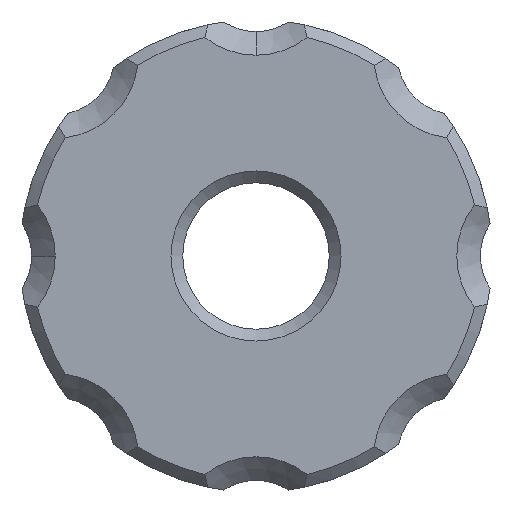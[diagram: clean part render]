
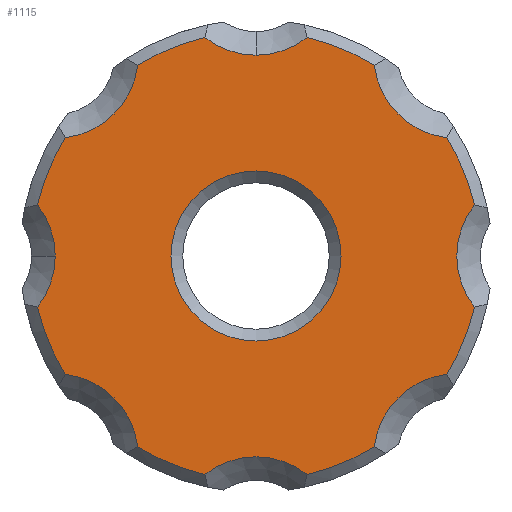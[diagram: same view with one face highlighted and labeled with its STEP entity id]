
A CAD part, front view. The second image highlights one B-rep face of the part: STEP entity #1115.
In plain terms, the highlighted planar face has unit normal (0, -1, 0).
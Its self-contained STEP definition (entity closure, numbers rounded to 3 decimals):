
#926=CARTESIAN_POINT('',(-0.,323.5,0.));
#927=DIRECTION('',(-0.,1.,0.));
#928=DIRECTION('',(-1.,-0.,0.));
#929=AXIS2_PLACEMENT_3D('',#926,#927,#928);
#930=PLANE('',#929);
#931=CARTESIAN_POINT('',(31.634,323.5,-105.335));
#932=VERTEX_POINT('',#931);
#933=CARTESIAN_POINT('',(30.455,323.5,-102.49));
#934=VERTEX_POINT('',#933);
#935=CARTESIAN_POINT('',(22.384,323.5,-107.5));
#936=DIRECTION('',(0.,-1.,-0.));
#937=DIRECTION('',(-1.,-0.,0.));
#938=AXIS2_PLACEMENT_3D('',#935,#936,#937);
#939=CIRCLE('',#938,9.5);
#940=EDGE_CURVE('',#932,#934,#939,.T.);
#941=ORIENTED_EDGE('',*,*,#940,.T.);
#942=CARTESIAN_POINT('',(27.393,323.5,-99.428));
#943=VERTEX_POINT('',#942);
#944=CARTESIAN_POINT('',(30.869,323.5,-99.015));
#945=DIRECTION('',(-0.,1.,0.));
#946=DIRECTION('',(-1.,-0.,0.));
#947=AXIS2_PLACEMENT_3D('',#944,#945,#946);
#948=CIRCLE('',#947,3.5);
#949=EDGE_CURVE('',#934,#943,#948,.T.);
#950=ORIENTED_EDGE('',*,*,#949,.T.);
#951=CARTESIAN_POINT('',(24.549,323.5,-98.25));
#952=VERTEX_POINT('',#951);
#953=CARTESIAN_POINT('',(22.384,323.5,-107.5));
#954=DIRECTION('',(0.,-1.,-0.));
#955=DIRECTION('',(-1.,-0.,0.));
#956=AXIS2_PLACEMENT_3D('',#953,#954,#955);
#957=CIRCLE('',#956,9.5);
#958=EDGE_CURVE('',#943,#952,#957,.T.);
#959=ORIENTED_EDGE('',*,*,#958,.T.);
#960=CARTESIAN_POINT('',(22.384,323.5,-99.));
#961=VERTEX_POINT('',#960);
#962=CARTESIAN_POINT('',(22.384,323.5,-95.5));
#963=DIRECTION('',(-0.,1.,0.));
#964=DIRECTION('',(-1.,-0.,0.));
#965=AXIS2_PLACEMENT_3D('',#962,#963,#964);
#966=CIRCLE('',#965,3.5);
#967=EDGE_CURVE('',#952,#961,#966,.T.);
#968=ORIENTED_EDGE('',*,*,#967,.T.);
#969=CARTESIAN_POINT('',(20.219,323.5,-98.25));
#970=VERTEX_POINT('',#969);
#971=CARTESIAN_POINT('',(22.384,323.5,-95.5));
#972=DIRECTION('',(-0.,1.,0.));
#973=DIRECTION('',(-1.,-0.,0.));
#974=AXIS2_PLACEMENT_3D('',#971,#972,#973);
#975=CIRCLE('',#974,3.5);
#976=EDGE_CURVE('',#961,#970,#975,.T.);
#977=ORIENTED_EDGE('',*,*,#976,.T.);
#978=CARTESIAN_POINT('',(17.374,323.5,-99.428));
#979=VERTEX_POINT('',#978);
#980=CARTESIAN_POINT('',(22.384,323.5,-107.5));
#981=DIRECTION('',(0.,-1.,-0.));
#982=DIRECTION('',(-1.,-0.,0.));
#983=AXIS2_PLACEMENT_3D('',#980,#981,#982);
#984=CIRCLE('',#983,9.5);
#985=EDGE_CURVE('',#970,#979,#984,.T.);
#986=ORIENTED_EDGE('',*,*,#985,.T.);
#987=CARTESIAN_POINT('',(14.312,323.5,-102.49));
#988=VERTEX_POINT('',#987);
#989=CARTESIAN_POINT('',(13.898,323.5,-99.015));
#990=DIRECTION('',(-0.,1.,0.));
#991=DIRECTION('',(-1.,-0.,0.));
#992=AXIS2_PLACEMENT_3D('',#989,#990,#991);
#993=CIRCLE('',#992,3.5);
#994=EDGE_CURVE('',#979,#988,#993,.T.);
#995=ORIENTED_EDGE('',*,*,#994,.T.);
#996=CARTESIAN_POINT('',(13.134,323.5,-105.335));
#997=VERTEX_POINT('',#996);
#998=CARTESIAN_POINT('',(22.384,323.5,-107.5));
#999=DIRECTION('',(0.,-1.,-0.));
#1000=DIRECTION('',(-1.,-0.,0.));
#1001=AXIS2_PLACEMENT_3D('',#998,#999,#1000);
#1002=CIRCLE('',#1001,9.5);
#1003=EDGE_CURVE('',#988,#997,#1002,.T.);
#1004=ORIENTED_EDGE('',*,*,#1003,.T.);
#1005=CARTESIAN_POINT('',(13.884,323.5,-107.5));
#1006=VERTEX_POINT('',#1005);
#1007=CARTESIAN_POINT('',(10.384,323.5,-107.5));
#1008=DIRECTION('',(-0.,1.,0.));
#1009=DIRECTION('',(-1.,-0.,0.));
#1010=AXIS2_PLACEMENT_3D('',#1007,#1008,#1009);
#1011=CIRCLE('',#1010,3.5);
#1012=EDGE_CURVE('',#997,#1006,#1011,.T.);
#1013=ORIENTED_EDGE('',*,*,#1012,.T.);
#1014=CARTESIAN_POINT('',(13.134,323.5,-109.665));
#1015=VERTEX_POINT('',#1014);
#1016=CARTESIAN_POINT('',(10.384,323.5,-107.5));
#1017=DIRECTION('',(-0.,1.,0.));
#1018=DIRECTION('',(-1.,-0.,0.));
#1019=AXIS2_PLACEMENT_3D('',#1016,#1017,#1018);
#1020=CIRCLE('',#1019,3.5);
#1021=EDGE_CURVE('',#1006,#1015,#1020,.T.);
#1022=ORIENTED_EDGE('',*,*,#1021,.T.);
#1023=CARTESIAN_POINT('',(14.312,323.5,-112.51));
#1024=VERTEX_POINT('',#1023);
#1025=CARTESIAN_POINT('',(22.384,323.5,-107.5));
#1026=DIRECTION('',(0.,-1.,-0.));
#1027=DIRECTION('',(-1.,-0.,0.));
#1028=AXIS2_PLACEMENT_3D('',#1025,#1026,#1027);
#1029=CIRCLE('',#1028,9.5);
#1030=EDGE_CURVE('',#1015,#1024,#1029,.T.);
#1031=ORIENTED_EDGE('',*,*,#1030,.T.);
#1032=CARTESIAN_POINT('',(17.374,323.5,-115.572));
#1033=VERTEX_POINT('',#1032);
#1034=CARTESIAN_POINT('',(13.898,323.5,-115.985));
#1035=DIRECTION('',(-0.,1.,0.));
#1036=DIRECTION('',(-1.,-0.,0.));
#1037=AXIS2_PLACEMENT_3D('',#1034,#1035,#1036);
#1038=CIRCLE('',#1037,3.5);
#1039=EDGE_CURVE('',#1024,#1033,#1038,.T.);
#1040=ORIENTED_EDGE('',*,*,#1039,.T.);
#1041=CARTESIAN_POINT('',(20.219,323.5,-116.75));
#1042=VERTEX_POINT('',#1041);
#1043=CARTESIAN_POINT('',(22.384,323.5,-107.5));
#1044=DIRECTION('',(0.,-1.,-0.));
#1045=DIRECTION('',(-1.,-0.,0.));
#1046=AXIS2_PLACEMENT_3D('',#1043,#1044,#1045);
#1047=CIRCLE('',#1046,9.5);
#1048=EDGE_CURVE('',#1033,#1042,#1047,.T.);
#1049=ORIENTED_EDGE('',*,*,#1048,.T.);
#1050=CARTESIAN_POINT('',(24.549,323.5,-116.75));
#1051=VERTEX_POINT('',#1050);
#1052=CARTESIAN_POINT('',(22.384,323.5,-119.5));
#1053=DIRECTION('',(-0.,1.,0.));
#1054=DIRECTION('',(-1.,-0.,0.));
#1055=AXIS2_PLACEMENT_3D('',#1052,#1053,#1054);
#1056=CIRCLE('',#1055,3.5);
#1057=EDGE_CURVE('',#1042,#1051,#1056,.T.);
#1058=ORIENTED_EDGE('',*,*,#1057,.T.);
#1059=CARTESIAN_POINT('',(27.393,323.5,-115.572));
#1060=VERTEX_POINT('',#1059);
#1061=CARTESIAN_POINT('',(22.384,323.5,-107.5));
#1062=DIRECTION('',(0.,-1.,-0.));
#1063=DIRECTION('',(-1.,-0.,0.));
#1064=AXIS2_PLACEMENT_3D('',#1061,#1062,#1063);
#1065=CIRCLE('',#1064,9.5);
#1066=EDGE_CURVE('',#1051,#1060,#1065,.T.);
#1067=ORIENTED_EDGE('',*,*,#1066,.T.);
#1068=CARTESIAN_POINT('',(30.455,323.5,-112.51));
#1069=VERTEX_POINT('',#1068);
#1070=CARTESIAN_POINT('',(30.869,323.5,-115.985));
#1071=DIRECTION('',(-0.,1.,0.));
#1072=DIRECTION('',(-1.,-0.,0.));
#1073=AXIS2_PLACEMENT_3D('',#1070,#1071,#1072);
#1074=CIRCLE('',#1073,3.5);
#1075=EDGE_CURVE('',#1060,#1069,#1074,.T.);
#1076=ORIENTED_EDGE('',*,*,#1075,.T.);
#1077=CARTESIAN_POINT('',(31.634,323.5,-109.665));
#1078=VERTEX_POINT('',#1077);
#1079=CARTESIAN_POINT('',(22.384,323.5,-107.5));
#1080=DIRECTION('',(0.,-1.,-0.));
#1081=DIRECTION('',(-1.,-0.,0.));
#1082=AXIS2_PLACEMENT_3D('',#1079,#1080,#1081);
#1083=CIRCLE('',#1082,9.5);
#1084=EDGE_CURVE('',#1069,#1078,#1083,.T.);
#1085=ORIENTED_EDGE('',*,*,#1084,.T.);
#1086=CARTESIAN_POINT('',(34.384,323.5,-107.5));
#1087=DIRECTION('',(-0.,1.,0.));
#1088=DIRECTION('',(-1.,-0.,0.));
#1089=AXIS2_PLACEMENT_3D('',#1086,#1087,#1088);
#1090=CIRCLE('',#1089,3.5);
#1091=EDGE_CURVE('',#1078,#932,#1090,.T.);
#1092=ORIENTED_EDGE('',*,*,#1091,.T.);
#1093=EDGE_LOOP('',(#941,#950,#959,#968,#977,#986,#995,#1004,#1013,#1022,#1031,#1040,#1049,#1058,#1067,#1076,#1085,#1092));
#1094=FACE_BOUND('',#1093,.T.);
#1095=CARTESIAN_POINT('',(18.784,323.5,-107.5));
#1096=VERTEX_POINT('',#1095);
#1097=CARTESIAN_POINT('',(22.384,323.5,-111.1));
#1098=VERTEX_POINT('',#1097);
#1099=CARTESIAN_POINT('',(22.384,323.5,-107.5));
#1100=DIRECTION('',(-0.,1.,0.));
#1101=DIRECTION('',(-1.,-0.,0.));
#1102=AXIS2_PLACEMENT_3D('',#1099,#1100,#1101);
#1103=CIRCLE('',#1102,3.6);
#1104=EDGE_CURVE('',#1096,#1098,#1103,.T.);
#1105=ORIENTED_EDGE('',*,*,#1104,.T.);
#1106=CARTESIAN_POINT('',(22.384,323.5,-107.5));
#1107=DIRECTION('',(-0.,1.,0.));
#1108=DIRECTION('',(-1.,-0.,0.));
#1109=AXIS2_PLACEMENT_3D('',#1106,#1107,#1108);
#1110=CIRCLE('',#1109,3.6);
#1111=EDGE_CURVE('',#1098,#1096,#1110,.T.);
#1112=ORIENTED_EDGE('',*,*,#1111,.T.);
#1113=EDGE_LOOP('',(#1105,#1112));
#1114=FACE_BOUND('',#1113,.T.);
#1115=ADVANCED_FACE('',(#1094,#1114),#930,.F.);
